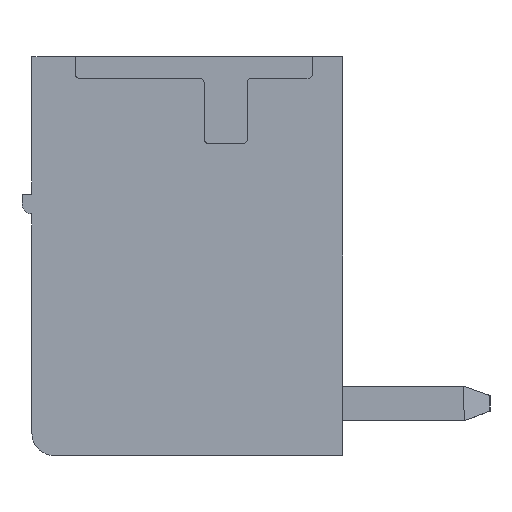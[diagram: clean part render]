
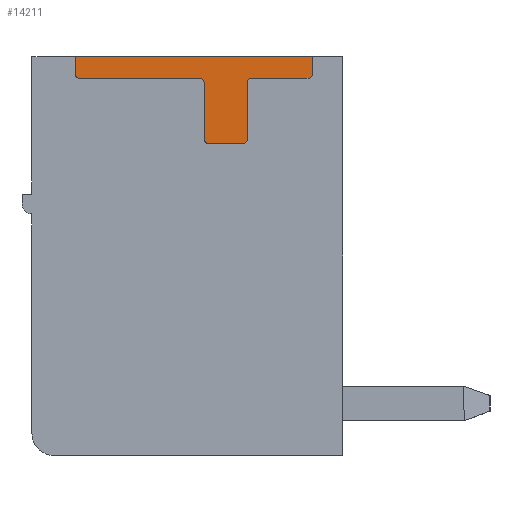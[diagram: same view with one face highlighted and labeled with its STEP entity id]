
A CAD part, left-side view. The second image highlights one B-rep face of the part: STEP entity #14211.
In plain terms, the highlighted planar face has unit normal (-1, 0, 0).
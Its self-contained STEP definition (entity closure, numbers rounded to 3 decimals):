
#500 = VECTOR ( 'NONE', #3555, 1000. ) ;
#675 = CIRCLE ( 'NONE', #16414, 0.1 ) ;
#974 = VECTOR ( 'NONE', #14981, 1000. ) ;
#1131 = VERTEX_POINT ( 'NONE', #9298 ) ;
#1370 = ORIENTED_EDGE ( 'NONE', *, *, #15782, .T. ) ;
#1570 = ORIENTED_EDGE ( 'NONE', *, *, #10823, .T. ) ;
#1583 = ORIENTED_EDGE ( 'NONE', *, *, #3070, .T. ) ;
#1615 = LINE ( 'NONE', #11289, #16294 ) ;
#1616 = DIRECTION ( 'NONE',  ( 0., 1., 0. ) ) ;
#1642 = ORIENTED_EDGE ( 'NONE', *, *, #7973, .T. ) ;
#1817 = VECTOR ( 'NONE', #1616, 1000. ) ;
#1966 = DIRECTION ( 'NONE',  ( 0., 0., -1. ) ) ;
#2192 = VERTEX_POINT ( 'NONE', #6689 ) ;
#2267 = CARTESIAN_POINT ( 'NONE',  ( -2.45, -2.9, 4.1 ) ) ;
#2332 = VECTOR ( 'NONE', #1966, 1000. ) ;
#2763 = VERTEX_POINT ( 'NONE', #16404 ) ;
#2804 = EDGE_CURVE ( 'NONE', #5077, #1131, #2970, .T. ) ;
#2970 = LINE ( 'NONE', #13880, #1817 ) ;
#3057 = AXIS2_PLACEMENT_3D ( 'NONE', #6785, #16257, #9202 ) ;
#3070 = EDGE_CURVE ( 'NONE', #15647, #13526, #675, .T. ) ;
#3125 = FACE_OUTER_BOUND ( 'NONE', #15955, .T. ) ;
#3405 = CARTESIAN_POINT ( 'NONE',  ( -2.45, -0.5, 4. ) ) ;
#3459 = ORIENTED_EDGE ( 'NONE', *, *, #11033, .T. ) ;
#3462 = EDGE_CURVE ( 'NONE', #2192, #5077, #16344, .T. ) ;
#3555 = DIRECTION ( 'NONE',  ( 0., -1., 0. ) ) ;
#3572 = AXIS2_PLACEMENT_3D ( 'NONE', #6646, #5302, #16204 ) ;
#3848 = VERTEX_POINT ( 'NONE', #10849 ) ;
#4161 = CIRCLE ( 'NONE', #3572, 0.1 ) ;
#4320 = DIRECTION ( 'NONE',  ( -1., 0., 0. ) ) ;
#4455 = CARTESIAN_POINT ( 'NONE',  ( -2.45, -1.4, 2.6 ) ) ;
#4635 = EDGE_CURVE ( 'NONE', #3848, #15647, #17523, .T. ) ;
#4837 = VECTOR ( 'NONE', #13376, 1000. ) ;
#4919 = CARTESIAN_POINT ( 'NONE',  ( -2.45, -1.6, 4.1 ) ) ;
#5041 = CARTESIAN_POINT ( 'NONE',  ( -2.45, -1.6, 4. ) ) ;
#5077 = VERTEX_POINT ( 'NONE', #14873 ) ;
#5291 = DIRECTION ( 'NONE',  ( -1., 0., 0. ) ) ;
#5302 = DIRECTION ( 'NONE',  ( -1., 0., 0. ) ) ;
#5494 = DIRECTION ( 'NONE',  ( 0., 0., 1. ) ) ;
#5728 = EDGE_CURVE ( 'NONE', #16133, #2763, #14216, .T. ) ;
#6235 = CARTESIAN_POINT ( 'NONE',  ( -2.45, -1.6, 4.1 ) ) ;
#6567 = CARTESIAN_POINT ( 'NONE',  ( -2.45, -1.4, 2.7 ) ) ;
#6604 = CIRCLE ( 'NONE', #16584, 0.1 ) ;
#6646 = CARTESIAN_POINT ( 'NONE',  ( -2.45, 2.37, 4.2 ) ) ;
#6689 = CARTESIAN_POINT ( 'NONE',  ( -2.45, -3., 4.2 ) ) ;
#6785 = CARTESIAN_POINT ( 'NONE',  ( -2.45, -0.4, 4. ) ) ;
#7097 = DIRECTION ( 'NONE',  ( 0., 0., -1. ) ) ;
#7283 = CARTESIAN_POINT ( 'NONE',  ( -2.45, 2.47, 4.2 ) ) ;
#7636 = CARTESIAN_POINT ( 'NONE',  ( -2.45, -1.5, 4. ) ) ;
#7808 = DIRECTION ( 'NONE',  ( 1., 0., 0. ) ) ;
#7846 = CARTESIAN_POINT ( 'NONE',  ( -2.45, 2.37, 4.1 ) ) ;
#7859 = CIRCLE ( 'NONE', #12405, 0.1 ) ;
#7973 = EDGE_CURVE ( 'NONE', #16405, #2192, #6604, .T. ) ;
#8071 = DIRECTION ( 'NONE',  ( 0., 0., 1. ) ) ;
#8101 = ORIENTED_EDGE ( 'NONE', *, *, #9403, .T. ) ;
#8600 = DIRECTION ( 'NONE',  ( 0., 0., 1. ) ) ;
#8846 = EDGE_CURVE ( 'NONE', #14839, #17128, #15889, .T. ) ;
#9034 = ORIENTED_EDGE ( 'NONE', *, *, #4635, .T. ) ;
#9202 = DIRECTION ( 'NONE',  ( 0., 0., -1. ) ) ;
#9298 = CARTESIAN_POINT ( 'NONE',  ( -2.45, 2.47, 4.6 ) ) ;
#9403 = EDGE_CURVE ( 'NONE', #2763, #11498, #7859, .T. ) ;
#9840 = CARTESIAN_POINT ( 'NONE',  ( -2.45, -0.4, 4.1 ) ) ;
#9973 = DIRECTION ( 'NONE',  ( 0., -1., 0. ) ) ;
#9990 = ORIENTED_EDGE ( 'NONE', *, *, #3462, .T. ) ;
#10176 = LINE ( 'NONE', #4919, #500 ) ;
#10285 = CARTESIAN_POINT ( 'NONE',  ( -2.45, -0.6, 2.6 ) ) ;
#10460 = DIRECTION ( 'NONE',  ( 0., 0., 1. ) ) ;
#10823 = EDGE_CURVE ( 'NONE', #17128, #16133, #15639, .T. ) ;
#10840 = DIRECTION ( 'NONE',  ( 0., 0., 1. ) ) ;
#10849 = CARTESIAN_POINT ( 'NONE',  ( -2.45, -1.5, 2.7 ) ) ;
#10935 = CARTESIAN_POINT ( 'NONE',  ( -2.45, -0.6, 2.7 ) ) ;
#11033 = EDGE_CURVE ( 'NONE', #11498, #14614, #14261, .T. ) ;
#11106 = AXIS2_PLACEMENT_3D ( 'NONE', #15467, #11171, #8600 ) ;
#11121 = CIRCLE ( 'NONE', #15117, 0.1 ) ;
#11171 = DIRECTION ( 'NONE',  ( -1., 0., 0. ) ) ;
#11289 = CARTESIAN_POINT ( 'NONE',  ( -2.45, 2.47, 4.6 ) ) ;
#11405 = CARTESIAN_POINT ( 'NONE',  ( -2.45, -0.6, 2.6 ) ) ;
#11498 = VERTEX_POINT ( 'NONE', #10285 ) ;
#11546 = ORIENTED_EDGE ( 'NONE', *, *, #8846, .T. ) ;
#11902 = EDGE_CURVE ( 'NONE', #13526, #16405, #10176, .T. ) ;
#11912 = ORIENTED_EDGE ( 'NONE', *, *, #15418, .T. ) ;
#12045 = VECTOR ( 'NONE', #10460, 1000. ) ;
#12405 = AXIS2_PLACEMENT_3D ( 'NONE', #10935, #15127, #10840 ) ;
#12589 = ORIENTED_EDGE ( 'NONE', *, *, #12916, .T. ) ;
#12793 = PLANE ( 'NONE',  #11106 ) ;
#12916 = EDGE_CURVE ( 'NONE', #14614, #3848, #11121, .T. ) ;
#13376 = DIRECTION ( 'NONE',  ( 0., -1., 0. ) ) ;
#13526 = VERTEX_POINT ( 'NONE', #6235 ) ;
#13646 = CARTESIAN_POINT ( 'NONE',  ( -2.45, -0.5, 4. ) ) ;
#13880 = CARTESIAN_POINT ( 'NONE',  ( -2.45, -3., 4.6 ) ) ;
#14211 = ADVANCED_FACE ( 'NONE', ( #3125 ), #12793, .T. ) ;
#14216 = LINE ( 'NONE', #3405, #2332 ) ;
#14261 = LINE ( 'NONE', #11405, #15334 ) ;
#14572 = CARTESIAN_POINT ( 'NONE',  ( -2.45, -2.9, 4.2 ) ) ;
#14614 = VERTEX_POINT ( 'NONE', #4455 ) ;
#14673 = ORIENTED_EDGE ( 'NONE', *, *, #5728, .T. ) ;
#14738 = CARTESIAN_POINT ( 'NONE',  ( -2.45, -1.5, 2.7 ) ) ;
#14839 = VERTEX_POINT ( 'NONE', #7846 ) ;
#14873 = CARTESIAN_POINT ( 'NONE',  ( -2.45, -3., 4.6 ) ) ;
#14981 = DIRECTION ( 'NONE',  ( 0., 0., 1. ) ) ;
#15117 = AXIS2_PLACEMENT_3D ( 'NONE', #6567, #4320, #5494 ) ;
#15127 = DIRECTION ( 'NONE',  ( -1., 0., 0. ) ) ;
#15334 = VECTOR ( 'NONE', #9973, 1000. ) ;
#15418 = EDGE_CURVE ( 'NONE', #1131, #16701, #1615, .T. ) ;
#15467 = CARTESIAN_POINT ( 'NONE',  ( -2.45, 2.37, 4.2 ) ) ;
#15509 = ORIENTED_EDGE ( 'NONE', *, *, #11902, .T. ) ;
#15639 = CIRCLE ( 'NONE', #3057, 0.1 ) ;
#15647 = VERTEX_POINT ( 'NONE', #7636 ) ;
#15782 = EDGE_CURVE ( 'NONE', #16701, #14839, #4161, .T. ) ;
#15889 = LINE ( 'NONE', #17495, #4837 ) ;
#15940 = DIRECTION ( 'NONE',  ( 0., 0., -1. ) ) ;
#15955 = EDGE_LOOP ( 'NONE', ( #16816, #11912, #1370, #11546, #1570, #14673, #8101, #3459, #12589, #9034, #1583, #15509, #1642, #9990 ) ) ;
#16080 = CARTESIAN_POINT ( 'NONE',  ( -2.45, -3., 4.2 ) ) ;
#16133 = VERTEX_POINT ( 'NONE', #13646 ) ;
#16204 = DIRECTION ( 'NONE',  ( 0., 0., 1. ) ) ;
#16257 = DIRECTION ( 'NONE',  ( 1., 0., 0. ) ) ;
#16294 = VECTOR ( 'NONE', #7097, 1000. ) ;
#16344 = LINE ( 'NONE', #16080, #974 ) ;
#16404 = CARTESIAN_POINT ( 'NONE',  ( -2.45, -0.5, 2.7 ) ) ;
#16405 = VERTEX_POINT ( 'NONE', #2267 ) ;
#16414 = AXIS2_PLACEMENT_3D ( 'NONE', #5041, #7808, #15940 ) ;
#16584 = AXIS2_PLACEMENT_3D ( 'NONE', #14572, #5291, #8071 ) ;
#16701 = VERTEX_POINT ( 'NONE', #7283 ) ;
#16816 = ORIENTED_EDGE ( 'NONE', *, *, #2804, .T. ) ;
#17128 = VERTEX_POINT ( 'NONE', #9840 ) ;
#17495 = CARTESIAN_POINT ( 'NONE',  ( -2.45, 2.37, 4.1 ) ) ;
#17523 = LINE ( 'NONE', #14738, #12045 ) ;
